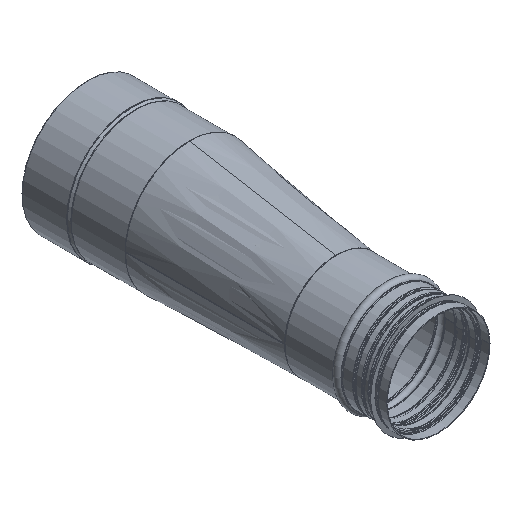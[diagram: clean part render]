
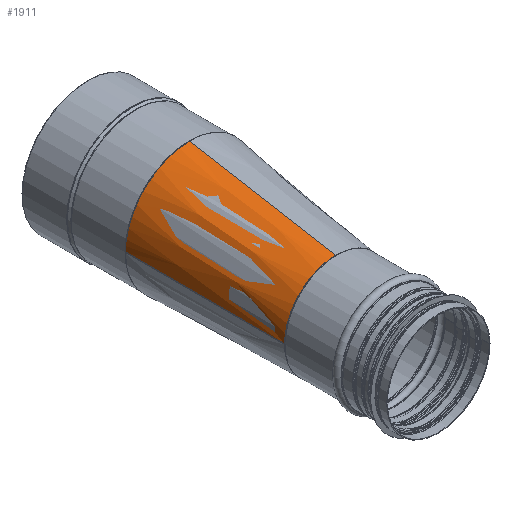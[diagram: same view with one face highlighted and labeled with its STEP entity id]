
A CAD part, isometric view. The second image highlights one B-rep face of the part: STEP entity #1911.
In plain terms, the highlighted free-form (B-spline) face has degree [3, 3] with [4, 8] control points.
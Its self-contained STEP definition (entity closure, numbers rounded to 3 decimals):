
#327=FACE_OUTER_BOUND('',#462,.T.);
#462=EDGE_LOOP('',(#1273,#1274,#1275,#1276));
#839=B_SPLINE_CURVE_WITH_KNOTS('',3,(#3009,#3010,#3011,#3012),
 .UNSPECIFIED.,.F.,.F.,(4,4),(0.997,24.325),
 .UNSPECIFIED.);
#842=B_SPLINE_CURVE_WITH_KNOTS('',3,(#3079,#3080,#3081,#3082,#3083,#3084,
#3085,#3086,#3087,#3088,#3089,#3090,#3091),.UNSPECIFIED.,.F.,.F.,(4,3,3,
3,4),(3.145,3.593,4.041,4.49,
4.706),.UNSPECIFIED.);
#845=B_SPLINE_CURVE_WITH_KNOTS('',3,(#3283,#3284,#3285,#3286,#3287,#3288,
#3289,#3290,#3291),.UNSPECIFIED.,.F.,.F.,(4,1,1,1,1,1,4),(1.577,
1.794,2.018,2.242,2.691,2.915,
3.139),.UNSPECIFIED.);
#847=B_SPLINE_CURVE_WITH_KNOTS('',3,(#3333,#3334,#3335,#3336),
 .UNSPECIFIED.,.F.,.F.,(4,4),(-2.516,-0.001),
 .UNSPECIFIED.);
#852=VERTEX_POINT('',#3007);
#853=VERTEX_POINT('',#3008);
#858=VERTEX_POINT('',#3065);
#861=VERTEX_POINT('',#3282);
#996=EDGE_CURVE('',#852,#853,#839,.T.);
#1003=EDGE_CURVE('',#853,#858,#842,.T.);
#1009=EDGE_CURVE('',#861,#852,#845,.T.);
#1012=EDGE_CURVE('',#858,#861,#847,.T.);
#1273=ORIENTED_EDGE('',*,*,#996,.T.);
#1274=ORIENTED_EDGE('',*,*,#1003,.T.);
#1275=ORIENTED_EDGE('',*,*,#1012,.T.);
#1276=ORIENTED_EDGE('',*,*,#1009,.T.);
#1763=B_SPLINE_SURFACE_WITH_KNOTS('',3,3,((#3301,#3302,#3303,#3304,#3305,
#3306,#3307,#3308),(#3309,#3310,#3311,#3312,#3313,#3314,#3315,#3316),(#3317,
#3318,#3319,#3320,#3321,#3322,#3323,#3324),(#3325,#3326,#3327,#3328,#3329,
#3330,#3331,#3332)),.UNSPECIFIED.,.F.,.F.,.F.,(4,4),(4,1,1,1,1,4),(0.001,
2.579),(-3.142,-2.918,-2.469,
-2.021,-1.797,-1.573),.UNSPECIFIED.);
#1911=ADVANCED_FACE('',(#327),#1763,.F.);
#3007=CARTESIAN_POINT('',(101.,0.,0.252));
#3008=CARTESIAN_POINT('',(101.,250.,0.253));
#3009=CARTESIAN_POINT('Ctrl Pts',(101.,0.,
0.252));
#3010=CARTESIAN_POINT('Ctrl Pts',(101.,78.935,0.253));
#3011=CARTESIAN_POINT('Ctrl Pts',(101.,171.068,0.253));
#3012=CARTESIAN_POINT('Ctrl Pts',(101.,250.,0.253));
#3065=CARTESIAN_POINT('',(20.512,250.079,80.995));
#3079=CARTESIAN_POINT('Ctrl Pts',(101.,250.,0.253));
#3080=CARTESIAN_POINT('Ctrl Pts',(100.962,250.,12.359));
#3081=CARTESIAN_POINT('Ctrl Pts',(98.168,250.003,24.453));
#3082=CARTESIAN_POINT('Ctrl Pts',(92.888,250.008,35.343));
#3083=CARTESIAN_POINT('Ctrl Pts',(87.609,250.013,46.233));
#3084=CARTESIAN_POINT('Ctrl Pts',(79.843,250.021,55.918));
#3085=CARTESIAN_POINT('Ctrl Pts',(70.363,250.03,63.443));
#3086=CARTESIAN_POINT('Ctrl Pts',(60.883,250.04,70.969));
#3087=CARTESIAN_POINT('Ctrl Pts',(49.688,250.051,76.334));
#3088=CARTESIAN_POINT('Ctrl Pts',(37.884,250.062,79.006));
#3089=CARTESIAN_POINT('Ctrl Pts',(32.189,250.068,80.295));
#3090=CARTESIAN_POINT('Ctrl Pts',(26.353,250.074,80.956));
#3091=CARTESIAN_POINT('Ctrl Pts',(20.512,250.079,80.992));
#3282=CARTESIAN_POINT('',(0.638,0.079,100.995));
#3283=CARTESIAN_POINT('Ctrl Pts',(0.638,0.079,
100.989));
#3284=CARTESIAN_POINT('Ctrl Pts',(7.932,0.074,100.943));
#3285=CARTESIAN_POINT('Ctrl Pts',(22.766,0.062,99.255));
#3286=CARTESIAN_POINT('Ctrl Pts',(44.038,0.045,91.824));
#3287=CARTESIAN_POINT('Ctrl Pts',(69.816,0.025,75.73));
#3288=CARTESIAN_POINT('Ctrl Pts',(89.162,0.009,51.565));
#3289=CARTESIAN_POINT('Ctrl Pts',(99.235,0.001,
22.888));
#3290=CARTESIAN_POINT('Ctrl Pts',(100.981,0.,7.801));
#3291=CARTESIAN_POINT('Ctrl Pts',(101.,0.,0.252));
#3301=CARTESIAN_POINT('Ctrl Pts',(0.638,0.079,
100.995));
#3302=CARTESIAN_POINT('Ctrl Pts',(8.133,-0.517,100.995));
#3303=CARTESIAN_POINT('Ctrl Pts',(30.623,-2.304,98.472));
#3304=CARTESIAN_POINT('Ctrl Pts',(65.264,-5.058,81.726));
#3305=CARTESIAN_POINT('Ctrl Pts',(89.253,-6.965,51.518));
#3306=CARTESIAN_POINT('Ctrl Pts',(99.251,-7.76,22.873));
#3307=CARTESIAN_POINT('Ctrl Pts',(100.981,-7.898,7.796));
#3308=CARTESIAN_POINT('Ctrl Pts',(101.,-7.899,0.254));
#3309=CARTESIAN_POINT('Ctrl Pts',(7.429,85.506,94.161));
#3310=CARTESIAN_POINT('Ctrl Pts',(14.417,84.95,94.161));
#3311=CARTESIAN_POINT('Ctrl Pts',(35.385,83.283,91.808));
#3312=CARTESIAN_POINT('Ctrl Pts',(67.682,80.716,76.196));
#3313=CARTESIAN_POINT('Ctrl Pts',(90.048,78.938,48.032));
#3314=CARTESIAN_POINT('Ctrl Pts',(99.369,78.197,21.325));
#3315=CARTESIAN_POINT('Ctrl Pts',(100.982,78.069,7.269));
#3316=CARTESIAN_POINT('Ctrl Pts',(101.,78.067,0.237));
#3317=CARTESIAN_POINT('Ctrl Pts',(14.22,170.932,87.327));
#3318=CARTESIAN_POINT('Ctrl Pts',(20.701,170.417,87.327));
#3319=CARTESIAN_POINT('Ctrl Pts',(40.147,168.871,85.145));
#3320=CARTESIAN_POINT('Ctrl Pts',(70.1,166.49,70.666));
#3321=CARTESIAN_POINT('Ctrl Pts',(90.842,164.841,44.546));
#3322=CARTESIAN_POINT('Ctrl Pts',(99.488,164.154,19.777));
#3323=CARTESIAN_POINT('Ctrl Pts',(100.983,164.035,6.741));
#3324=CARTESIAN_POINT('Ctrl Pts',(101.,164.034,0.22));
#3325=CARTESIAN_POINT('Ctrl Pts',(21.011,256.359,80.493));
#3326=CARTESIAN_POINT('Ctrl Pts',(26.985,255.884,80.493));
#3327=CARTESIAN_POINT('Ctrl Pts',(44.909,254.459,78.482));
#3328=CARTESIAN_POINT('Ctrl Pts',(72.518,252.264,65.135));
#3329=CARTESIAN_POINT('Ctrl Pts',(91.637,250.744,41.06));
#3330=CARTESIAN_POINT('Ctrl Pts',(99.606,250.111,18.229));
#3331=CARTESIAN_POINT('Ctrl Pts',(100.985,250.001,6.213));
#3332=CARTESIAN_POINT('Ctrl Pts',(101.,250.,0.202));
#3333=CARTESIAN_POINT('Ctrl Pts',(20.512,250.079,80.995));
#3334=CARTESIAN_POINT('Ctrl Pts',(13.887,166.746,87.662));
#3335=CARTESIAN_POINT('Ctrl Pts',(7.263,83.413,94.328));
#3336=CARTESIAN_POINT('Ctrl Pts',(0.638,0.079,
100.995));
